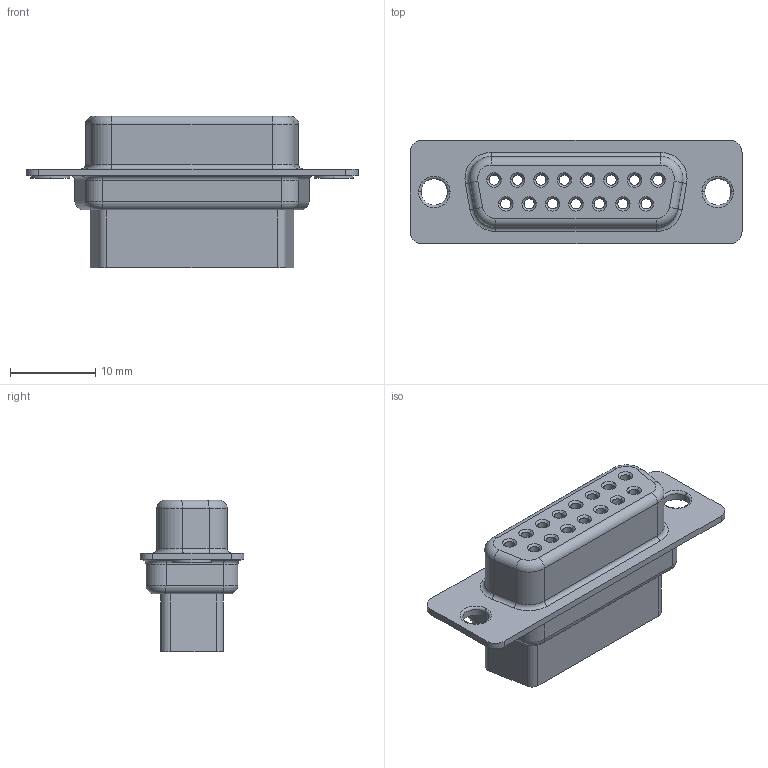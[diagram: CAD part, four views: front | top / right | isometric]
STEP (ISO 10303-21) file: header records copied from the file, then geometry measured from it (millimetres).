
FILE_DESCRIPTION(('Creo Elements/Direct Modeling STEP Export'),'2;1');
FILE_NAME('0ln7uvk5h873l3j3060','2022-02-16T14:14:40',(''),(''),'Creo Elements/Direct Modeling STEP processor for AP214 (Solid Model)','Creo Elements/Direct Modeling 20.1B 02-Apr-2019 (C) Parametric Technology GmbH','');
FILE_SCHEMA(('AUTOMOTIVE_DESIGN { 1 0 10303 214 1 1 1 1 }'));
Length unit declared in the file: millimetre
Products named in the file (2): DPTCF_15
Assembly tree (1 placements, depth 2):
  DPTCF_15
    DPTCF_15
Bounding box: 39 x 12.2 x 17.8 mm (x, y, z)
Volume: 2951.6 mm3; surface area: 3638.8 mm2
Topology: 1 solids, 1 shells, 188 faces, 432 edges, 266 vertices
Faces by surface type: cylinder 100, plane 38, cone 30, torus 20
Entity records: 6554 total; most frequent: DIRECTION 896, ORIENTED_EDGE 864, CARTESIAN_POINT 803, EDGE_CURVE 432, AXIS2_PLACEMENT_3D 359, VERTEX_POINT 266, EDGE_LOOP 242, COLOUR_RGB 189
